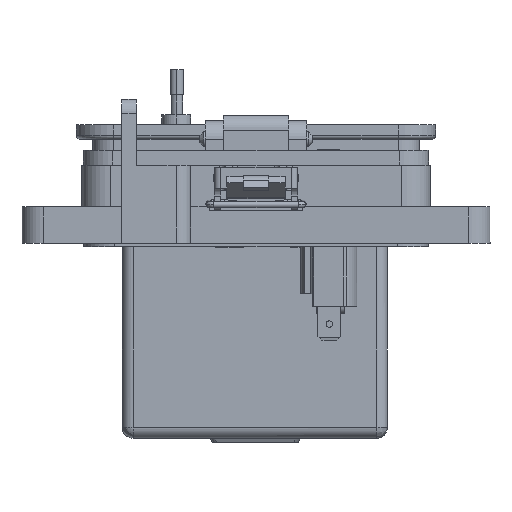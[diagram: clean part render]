
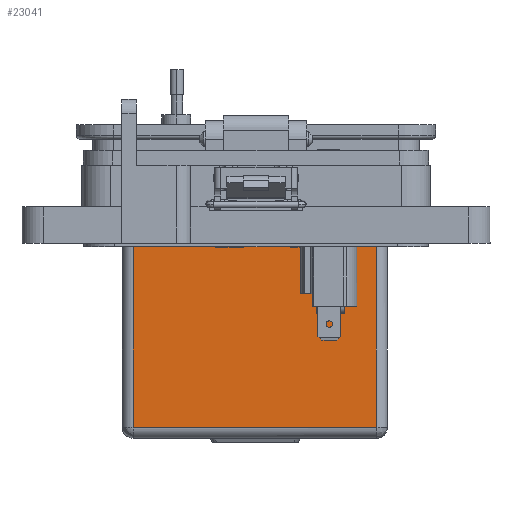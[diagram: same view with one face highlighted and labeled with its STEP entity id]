
A CAD part, front view. The second image highlights one B-rep face of the part: STEP entity #23041.
In plain terms, the highlighted planar face has unit normal (0, -1, 0).
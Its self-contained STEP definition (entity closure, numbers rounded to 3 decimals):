
#1208 = ORIENTED_EDGE ( 'NONE', *, *, #55545, .F. ) ;
#1292 = CARTESIAN_POINT ( 'NONE',  ( -72.146, -45.612, -12.212 ) ) ;
#1392 = AXIS2_PLACEMENT_3D ( 'NONE', #59367, #23371, #64707 ) ;
#1709 = DIRECTION ( 'NONE',  ( -1., 0., 0. ) ) ;
#2360 = CARTESIAN_POINT ( 'NONE',  ( -2.825, -45.612, -12.212 ) ) ;
#7480 = CARTESIAN_POINT ( 'NONE',  ( -5.093, -45.612, -12.212 ) ) ;
#10304 = VECTOR ( 'NONE', #28694, 1000. ) ;
#11737 = EDGE_CURVE ( 'NONE', #58006, #27965, #18703, .T. ) ;
#15208 = ORIENTED_EDGE ( 'NONE', *, *, #35374, .T. ) ;
#18383 = FACE_OUTER_BOUND ( 'NONE', #40560, .T. ) ;
#18703 = LINE ( 'NONE', #23706, #10304 ) ;
#21686 = EDGE_CURVE ( 'NONE', #30103, #47501, #36744, .T. ) ;
#22072 = LINE ( 'NONE', #2360, #35371 ) ;
#23041 = ADVANCED_FACE ( 'NONE', ( #18383 ), #39055, .T. ) ;
#23371 = DIRECTION ( 'NONE',  ( 0., -1., 0. ) ) ;
#23706 = CARTESIAN_POINT ( 'NONE',  ( -72.146, -45.612, -65.552 ) ) ;
#26052 = LINE ( 'NONE', #57033, #33773 ) ;
#27380 = CARTESIAN_POINT ( 'NONE',  ( -5.093, -45.612, -65.552 ) ) ;
#27965 = VERTEX_POINT ( 'NONE', #1292 ) ;
#28694 = DIRECTION ( 'NONE',  ( 0., 0., 1. ) ) ;
#30103 = VERTEX_POINT ( 'NONE', #7480 ) ;
#33773 = VECTOR ( 'NONE', #46679, 1000. ) ;
#35371 = VECTOR ( 'NONE', #1709, 1000. ) ;
#35374 = EDGE_CURVE ( 'NONE', #30103, #27965, #22072, .T. ) ;
#36715 = ORIENTED_EDGE ( 'NONE', *, *, #21686, .F. ) ;
#36744 = LINE ( 'NONE', #27380, #52323 ) ;
#39055 = PLANE ( 'NONE',  #1392 ) ;
#39903 = CARTESIAN_POINT ( 'NONE',  ( -5.093, -45.612, -62.522 ) ) ;
#40560 = EDGE_LOOP ( 'NONE', ( #15208, #45010, #1208, #36715 ) ) ;
#45010 = ORIENTED_EDGE ( 'NONE', *, *, #11737, .F. ) ;
#46679 = DIRECTION ( 'NONE',  ( -1., 0., 0. ) ) ;
#47501 = VERTEX_POINT ( 'NONE', #39903 ) ;
#52323 = VECTOR ( 'NONE', #56742, 1000. ) ;
#55545 = EDGE_CURVE ( 'NONE', #47501, #58006, #26052, .T. ) ;
#56742 = DIRECTION ( 'NONE',  ( 0., 0., -1. ) ) ;
#57033 = CARTESIAN_POINT ( 'NONE',  ( -21.856, -45.612, -62.522 ) ) ;
#58006 = VERTEX_POINT ( 'NONE', #59026 ) ;
#59026 = CARTESIAN_POINT ( 'NONE',  ( -72.146, -45.612, -62.522 ) ) ;
#59367 = CARTESIAN_POINT ( 'NONE',  ( -5.093, -45.612, -65.552 ) ) ;
#64707 = DIRECTION ( 'NONE',  ( 1., 0., 0. ) ) ;
